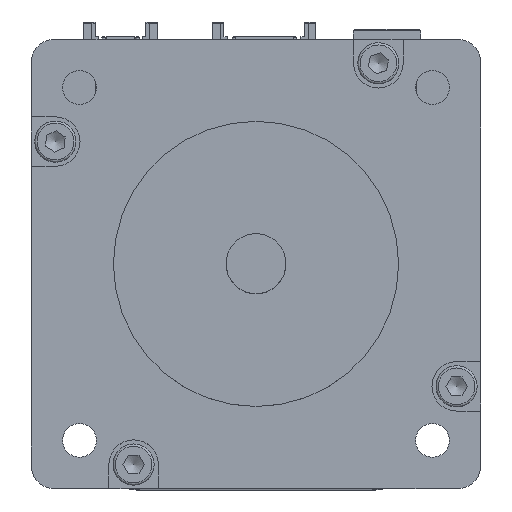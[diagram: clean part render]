
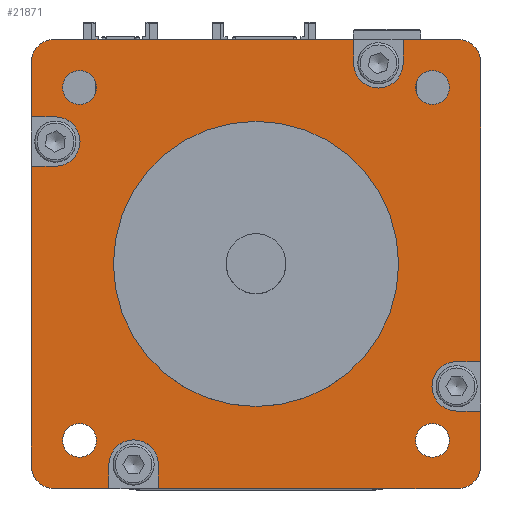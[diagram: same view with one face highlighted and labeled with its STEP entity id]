
A CAD part, top view. The second image highlights one B-rep face of the part: STEP entity #21871.
In plain terms, the highlighted planar face has unit normal (0, 0, 1).
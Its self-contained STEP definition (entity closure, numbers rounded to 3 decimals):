
#21447=CARTESIAN_POINT('',(-30.0,13.05,8.0));
#21448=VERTEX_POINT('',#21447);
#21455=CARTESIAN_POINT('',(-26.8,13.05,8.0));
#21456=VERTEX_POINT('',#21455);
#21457=CARTESIAN_POINT('',(-26.8,13.05,8.0));
#21458=DIRECTION('',(-1.0,0.0,0.0));
#21459=VECTOR('',#21458,3.2);
#21460=LINE('',#21457,#21459);
#21461=EDGE_CURVE('',#21456,#21448,#21460,.T.);
#21479=CARTESIAN_POINT('',(-26.8,19.65,8.0));
#21480=VERTEX_POINT('',#21479);
#21481=CARTESIAN_POINT('',(-26.8,16.35,8.0));
#21482=DIRECTION('',(0.0,0.0,-1.0));
#21483=DIRECTION('',(0.0,-1.0,0.0));
#21484=AXIS2_PLACEMENT_3D('',#21481,#21482,#21483);
#21485=CIRCLE('',#21484,3.3);
#21486=EDGE_CURVE('',#21480,#21456,#21485,.T.);
#21504=CARTESIAN_POINT('',(-30.0,19.65,8.0));
#21505=VERTEX_POINT('',#21504);
#21506=CARTESIAN_POINT('',(-30.0,19.65,8.0));
#21507=DIRECTION('',(1.0,0.0,0.0));
#21508=VECTOR('',#21507,3.2);
#21509=LINE('',#21506,#21508);
#21510=EDGE_CURVE('',#21505,#21480,#21509,.T.);
#21527=CARTESIAN_POINT('',(13.05,30.0,8.0));
#21528=VERTEX_POINT('',#21527);
#21535=CARTESIAN_POINT('',(13.05,26.8,8.0));
#21536=VERTEX_POINT('',#21535);
#21537=CARTESIAN_POINT('',(13.05,26.8,8.0));
#21538=DIRECTION('',(0.0,1.0,0.0));
#21539=VECTOR('',#21538,3.2);
#21540=LINE('',#21537,#21539);
#21541=EDGE_CURVE('',#21536,#21528,#21540,.T.);
#21559=CARTESIAN_POINT('',(19.65,26.8,8.0));
#21560=VERTEX_POINT('',#21559);
#21561=CARTESIAN_POINT('',(16.35,26.8,8.0));
#21562=DIRECTION('',(0.0,0.0,-1.0));
#21563=DIRECTION('',(-1.0,0.0,0.0));
#21564=AXIS2_PLACEMENT_3D('',#21561,#21562,#21563);
#21565=CIRCLE('',#21564,3.3);
#21566=EDGE_CURVE('',#21560,#21536,#21565,.T.);
#21584=CARTESIAN_POINT('',(19.65,30.0,8.0));
#21585=VERTEX_POINT('',#21584);
#21586=CARTESIAN_POINT('',(19.65,30.0,8.0));
#21587=DIRECTION('',(0.0,-1.0,0.0));
#21588=VECTOR('',#21587,3.2);
#21589=LINE('',#21586,#21588);
#21590=EDGE_CURVE('',#21585,#21560,#21589,.T.);
#21607=CARTESIAN_POINT('',(30.0,-13.05,8.0));
#21608=VERTEX_POINT('',#21607);
#21615=CARTESIAN_POINT('',(26.8,-13.05,8.0));
#21616=VERTEX_POINT('',#21615);
#21617=CARTESIAN_POINT('',(26.8,-13.05,8.0));
#21618=DIRECTION('',(1.0,0.0,0.0));
#21619=VECTOR('',#21618,3.2);
#21620=LINE('',#21617,#21619);
#21621=EDGE_CURVE('',#21616,#21608,#21620,.T.);
#21639=CARTESIAN_POINT('',(26.8,-19.65,8.0));
#21640=VERTEX_POINT('',#21639);
#21641=CARTESIAN_POINT('',(26.8,-16.35,8.0));
#21642=DIRECTION('',(0.0,0.0,-1.0));
#21643=DIRECTION('',(0.0,1.0,0.0));
#21644=AXIS2_PLACEMENT_3D('',#21641,#21642,#21643);
#21645=CIRCLE('',#21644,3.3);
#21646=EDGE_CURVE('',#21640,#21616,#21645,.T.);
#21664=CARTESIAN_POINT('',(30.0,-19.65,8.0));
#21665=VERTEX_POINT('',#21664);
#21666=CARTESIAN_POINT('',(30.0,-19.65,8.0));
#21667=DIRECTION('',(-1.0,0.0,0.0));
#21668=VECTOR('',#21667,3.2);
#21669=LINE('',#21666,#21668);
#21670=EDGE_CURVE('',#21665,#21640,#21669,.T.);
#21681=CARTESIAN_POINT('',(0.0,0.,8.0));
#21682=DIRECTION('',(0.0,0.0,1.0));
#21683=DIRECTION('',(1.0,0.0,0.0));
#21684=AXIS2_PLACEMENT_3D('',#21681,#21682,#21683);
#21685=PLANE('',#21684);
#21686=ORIENTED_EDGE('',*,*,#21510,.T.);
#21687=ORIENTED_EDGE('',*,*,#21486,.T.);
#21688=ORIENTED_EDGE('',*,*,#21461,.T.);
#21689=CARTESIAN_POINT('',(-30.0,-27.0,8.0));
#21690=VERTEX_POINT('',#21689);
#21691=CARTESIAN_POINT('',(-30.0,-27.0,8.0));
#21692=DIRECTION('',(0.0,1.0,0.0));
#21693=VECTOR('',#21692,40.05);
#21694=LINE('',#21691,#21693);
#21695=EDGE_CURVE('',#21690,#21448,#21694,.T.);
#21696=ORIENTED_EDGE('',*,*,#21695,.F.);
#21697=CARTESIAN_POINT('',(-27.0,-30.0,8.0));
#21698=VERTEX_POINT('',#21697);
#21699=CARTESIAN_POINT('',(-27.0,-27.0,8.0));
#21700=DIRECTION('',(0.0,0.0,-1.));
#21701=DIRECTION('',(-0.707,-0.707,0.0));
#21702=AXIS2_PLACEMENT_3D('',#21699,#21700,#21701);
#21703=CIRCLE('',#21702,3.0);
#21704=EDGE_CURVE('',#21698,#21690,#21703,.T.);
#21705=ORIENTED_EDGE('',*,*,#21704,.F.);
#21706=CARTESIAN_POINT('',(-19.65,-30.0,8.0));
#21707=VERTEX_POINT('',#21706);
#21708=CARTESIAN_POINT('',(-19.65,-30.0,8.0));
#21709=DIRECTION('',(-1.0,0.0,0.0));
#21710=VECTOR('',#21709,7.35);
#21711=LINE('',#21708,#21710);
#21712=EDGE_CURVE('',#21707,#21698,#21711,.T.);
#21713=ORIENTED_EDGE('',*,*,#21712,.F.);
#21714=CARTESIAN_POINT('',(-19.65,-26.8,8.0));
#21715=VERTEX_POINT('',#21714);
#21716=CARTESIAN_POINT('',(-19.65,-30.0,8.0));
#21717=DIRECTION('',(0.0,1.0,0.0));
#21718=VECTOR('',#21717,3.2);
#21719=LINE('',#21716,#21718);
#21720=EDGE_CURVE('',#21707,#21715,#21719,.T.);
#21721=ORIENTED_EDGE('',*,*,#21720,.T.);
#21722=CARTESIAN_POINT('',(-13.05,-26.8,8.0));
#21723=VERTEX_POINT('',#21722);
#21724=CARTESIAN_POINT('',(-16.35,-26.8,8.0));
#21725=DIRECTION('',(0.0,0.0,-1.0));
#21726=DIRECTION('',(1.0,0.0,0.0));
#21727=AXIS2_PLACEMENT_3D('',#21724,#21725,#21726);
#21728=CIRCLE('',#21727,3.3);
#21729=EDGE_CURVE('',#21715,#21723,#21728,.T.);
#21730=ORIENTED_EDGE('',*,*,#21729,.T.);
#21731=CARTESIAN_POINT('',(-13.05,-30.0,8.0));
#21732=VERTEX_POINT('',#21731);
#21733=CARTESIAN_POINT('',(-13.05,-26.8,8.0));
#21734=DIRECTION('',(0.0,-1.0,0.0));
#21735=VECTOR('',#21734,3.2);
#21736=LINE('',#21733,#21735);
#21737=EDGE_CURVE('',#21723,#21732,#21736,.T.);
#21738=ORIENTED_EDGE('',*,*,#21737,.T.);
#21739=CARTESIAN_POINT('',(27.0,-30.0,8.0));
#21740=VERTEX_POINT('',#21739);
#21741=CARTESIAN_POINT('',(27.0,-30.0,8.0));
#21742=DIRECTION('',(-1.0,0.0,0.0));
#21743=VECTOR('',#21742,40.05);
#21744=LINE('',#21741,#21743);
#21745=EDGE_CURVE('',#21740,#21732,#21744,.T.);
#21746=ORIENTED_EDGE('',*,*,#21745,.F.);
#21747=CARTESIAN_POINT('',(30.0,-27.0,8.0));
#21748=VERTEX_POINT('',#21747);
#21749=CARTESIAN_POINT('',(27.0,-27.0,8.0));
#21750=DIRECTION('',(0.0,0.0,-1.));
#21751=DIRECTION('',(0.707,-0.707,0.0));
#21752=AXIS2_PLACEMENT_3D('',#21749,#21750,#21751);
#21753=CIRCLE('',#21752,3.0);
#21754=EDGE_CURVE('',#21748,#21740,#21753,.T.);
#21755=ORIENTED_EDGE('',*,*,#21754,.F.);
#21756=CARTESIAN_POINT('',(30.0,-19.65,8.0));
#21757=DIRECTION('',(0.0,-1.0,0.0));
#21758=VECTOR('',#21757,7.35);
#21759=LINE('',#21756,#21758);
#21760=EDGE_CURVE('',#21665,#21748,#21759,.T.);
#21761=ORIENTED_EDGE('',*,*,#21760,.F.);
#21762=ORIENTED_EDGE('',*,*,#21670,.T.);
#21763=ORIENTED_EDGE('',*,*,#21646,.T.);
#21764=ORIENTED_EDGE('',*,*,#21621,.T.);
#21765=CARTESIAN_POINT('',(30.0,27.0,8.0));
#21766=VERTEX_POINT('',#21765);
#21767=CARTESIAN_POINT('',(30.0,27.0,8.0));
#21768=DIRECTION('',(0.0,-1.0,0.0));
#21769=VECTOR('',#21768,40.05);
#21770=LINE('',#21767,#21769);
#21771=EDGE_CURVE('',#21766,#21608,#21770,.T.);
#21772=ORIENTED_EDGE('',*,*,#21771,.F.);
#21773=CARTESIAN_POINT('',(27.0,30.0,8.0));
#21774=VERTEX_POINT('',#21773);
#21775=CARTESIAN_POINT('',(27.0,27.0,8.0));
#21776=DIRECTION('',(0.0,0.0,-1.));
#21777=DIRECTION('',(0.707,0.707,0.0));
#21778=AXIS2_PLACEMENT_3D('',#21775,#21776,#21777);
#21779=CIRCLE('',#21778,3.0);
#21780=EDGE_CURVE('',#21774,#21766,#21779,.T.);
#21781=ORIENTED_EDGE('',*,*,#21780,.F.);
#21782=CARTESIAN_POINT('',(19.65,30.0,8.0));
#21783=DIRECTION('',(1.0,0.0,0.0));
#21784=VECTOR('',#21783,7.35);
#21785=LINE('',#21782,#21784);
#21786=EDGE_CURVE('',#21585,#21774,#21785,.T.);
#21787=ORIENTED_EDGE('',*,*,#21786,.F.);
#21788=ORIENTED_EDGE('',*,*,#21590,.T.);
#21789=ORIENTED_EDGE('',*,*,#21566,.T.);
#21790=ORIENTED_EDGE('',*,*,#21541,.T.);
#21791=CARTESIAN_POINT('',(-27.0,30.0,8.0));
#21792=VERTEX_POINT('',#21791);
#21793=CARTESIAN_POINT('',(-27.0,30.0,8.0));
#21794=DIRECTION('',(1.0,0.0,0.0));
#21795=VECTOR('',#21794,40.05);
#21796=LINE('',#21793,#21795);
#21797=EDGE_CURVE('',#21792,#21528,#21796,.T.);
#21798=ORIENTED_EDGE('',*,*,#21797,.F.);
#21799=CARTESIAN_POINT('',(-30.0,27.0,8.0));
#21800=VERTEX_POINT('',#21799);
#21801=CARTESIAN_POINT('',(-27.0,27.0,8.0));
#21802=DIRECTION('',(0.0,0.0,-1.));
#21803=DIRECTION('',(-0.707,0.707,0.0));
#21804=AXIS2_PLACEMENT_3D('',#21801,#21802,#21803);
#21805=CIRCLE('',#21804,3.0);
#21806=EDGE_CURVE('',#21800,#21792,#21805,.T.);
#21807=ORIENTED_EDGE('',*,*,#21806,.F.);
#21808=CARTESIAN_POINT('',(-30.0,19.65,8.0));
#21809=DIRECTION('',(0.0,1.0,0.0));
#21810=VECTOR('',#21809,7.35);
#21811=LINE('',#21808,#21810);
#21812=EDGE_CURVE('',#21505,#21800,#21811,.T.);
#21813=ORIENTED_EDGE('',*,*,#21812,.F.);
#21814=EDGE_LOOP('',(#21686,#21687,#21688,#21696,#21705,#21713,#21721,#21730,#21738,#21746,#21755,#21761,#21762,#21763,#21764,#21772,#21781,#21787,#21788,#21789,#21790,#21798,#21807,#21813));
#21815=FACE_OUTER_BOUND('',#21814,.T.);
#21816=CARTESIAN_POINT('',(25.82,-23.57,8.0));
#21817=VERTEX_POINT('',#21816);
#21818=CARTESIAN_POINT('',(23.57,-23.57,8.0));
#21819=DIRECTION('',(0.0,0.0,-1.0));
#21820=DIRECTION('',(1.0,0.0,0.0));
#21821=AXIS2_PLACEMENT_3D('',#21818,#21819,#21820);
#21822=CIRCLE('',#21821,2.25);
#21823=EDGE_CURVE('',#21817,#21817,#21822,.T.);
#21824=ORIENTED_EDGE('',*,*,#21823,.T.);
#21825=EDGE_LOOP('',(#21824));
#21826=FACE_BOUND('',#21825,.T.);
#21827=CARTESIAN_POINT('',(25.82,23.57,8.0));
#21828=VERTEX_POINT('',#21827);
#21829=CARTESIAN_POINT('',(23.57,23.57,8.0));
#21830=DIRECTION('',(0.0,0.0,-1.0));
#21831=DIRECTION('',(1.0,0.0,0.0));
#21832=AXIS2_PLACEMENT_3D('',#21829,#21830,#21831);
#21833=CIRCLE('',#21832,2.25);
#21834=EDGE_CURVE('',#21828,#21828,#21833,.T.);
#21835=ORIENTED_EDGE('',*,*,#21834,.T.);
#21836=EDGE_LOOP('',(#21835));
#21837=FACE_BOUND('',#21836,.T.);
#21838=CARTESIAN_POINT('',(-21.32,-23.57,8.0));
#21839=VERTEX_POINT('',#21838);
#21840=CARTESIAN_POINT('',(-23.57,-23.57,8.0));
#21841=DIRECTION('',(0.0,0.0,-1.0));
#21842=DIRECTION('',(1.0,0.0,0.0));
#21843=AXIS2_PLACEMENT_3D('',#21840,#21841,#21842);
#21844=CIRCLE('',#21843,2.25);
#21845=EDGE_CURVE('',#21839,#21839,#21844,.T.);
#21846=ORIENTED_EDGE('',*,*,#21845,.T.);
#21847=EDGE_LOOP('',(#21846));
#21848=FACE_BOUND('',#21847,.T.);
#21849=CARTESIAN_POINT('',(-21.32,23.57,8.0));
#21850=VERTEX_POINT('',#21849);
#21851=CARTESIAN_POINT('',(-23.57,23.57,8.0));
#21852=DIRECTION('',(0.0,0.0,-1.0));
#21853=DIRECTION('',(1.0,0.0,0.0));
#21854=AXIS2_PLACEMENT_3D('',#21851,#21852,#21853);
#21855=CIRCLE('',#21854,2.25);
#21856=EDGE_CURVE('',#21850,#21850,#21855,.T.);
#21857=ORIENTED_EDGE('',*,*,#21856,.T.);
#21858=EDGE_LOOP('',(#21857));
#21859=FACE_BOUND('',#21858,.T.);
#21860=CARTESIAN_POINT('',(-19.05,0.0,8.0));
#21861=VERTEX_POINT('',#21860);
#21862=CARTESIAN_POINT('',(0.0,0.0,8.0));
#21863=DIRECTION('',(0.0,0.0,-1.0));
#21864=DIRECTION('',(-1.0,0.0,0.0));
#21865=AXIS2_PLACEMENT_3D('',#21862,#21863,#21864);
#21866=CIRCLE('',#21865,19.05);
#21867=EDGE_CURVE('',#21861,#21861,#21866,.T.);
#21868=ORIENTED_EDGE('',*,*,#21867,.T.);
#21869=EDGE_LOOP('',(#21868));
#21870=FACE_BOUND('',#21869,.T.);
#21871=ADVANCED_FACE('',(#21815,#21826,#21837,#21848,#21859,#21870),#21685,.T.);
